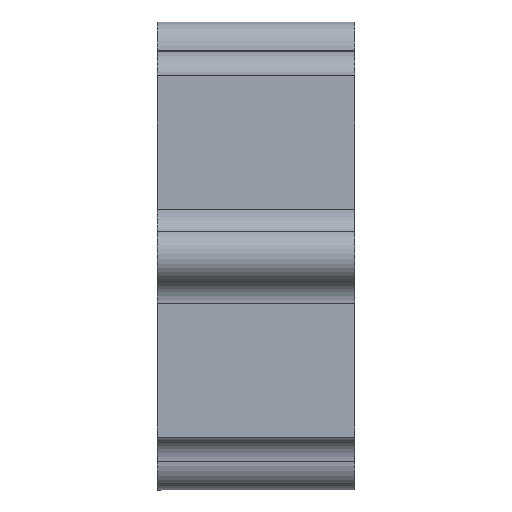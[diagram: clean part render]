
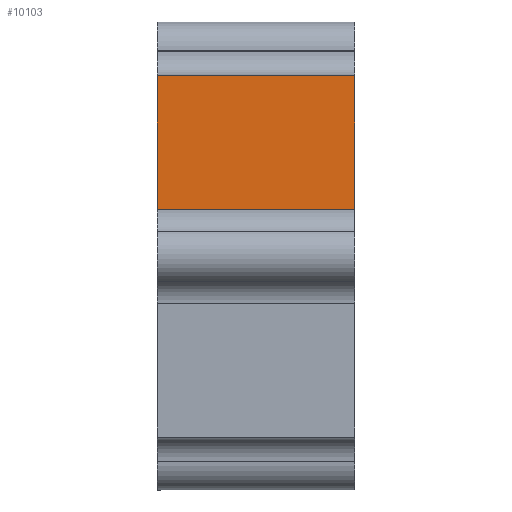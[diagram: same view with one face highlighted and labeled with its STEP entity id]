
A CAD part, left-side view. The second image highlights one B-rep face of the part: STEP entity #10103.
In plain terms, the highlighted planar face has unit normal (-1, 0, 0).
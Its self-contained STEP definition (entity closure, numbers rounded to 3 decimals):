
#52=PLANE('',#10705);
#570=FACE_OUTER_BOUND('',#1115,.T.);
#1115=EDGE_LOOP('',(#8859,#8860,#8861,#8862));
#2623=LINE('',#29595,#3199);
#2687=LINE('',#42125,#3263);
#2688=LINE('',#42128,#3264);
#2697=LINE('',#42154,#3273);
#3199=VECTOR('',#12149,10.);
#3263=VECTOR('',#12341,10.);
#3264=VECTOR('',#12344,10.);
#3273=VECTOR('',#12365,10.);
#4264=VERTEX_POINT('',#29592);
#4265=VERTEX_POINT('',#29594);
#4335=VERTEX_POINT('',#42123);
#4336=VERTEX_POINT('',#42127);
#5726=EDGE_CURVE('',#4265,#4264,#2623,.T.);
#5870=EDGE_CURVE('',#4265,#4335,#2687,.T.);
#5871=EDGE_CURVE('',#4336,#4335,#2688,.T.);
#5884=EDGE_CURVE('',#4264,#4336,#2697,.T.);
#8859=ORIENTED_EDGE('',*,*,#5870,.F.);
#8860=ORIENTED_EDGE('',*,*,#5726,.T.);
#8861=ORIENTED_EDGE('',*,*,#5884,.T.);
#8862=ORIENTED_EDGE('',*,*,#5871,.T.);
#10103=ADVANCED_FACE('',(#570),#52,.T.);
#10705=AXIS2_PLACEMENT_3D('',#42153,#12363,#12364);
#12149=DIRECTION('',(0.,0.,1.));
#12341=DIRECTION('',(0.,1.,0.));
#12344=DIRECTION('',(0.,0.,-1.));
#12363=DIRECTION('center_axis',(-1.,0.,0.));
#12364=DIRECTION('ref_axis',(0.,0.,1.));
#12365=DIRECTION('',(0.,1.,0.));
#29592=CARTESIAN_POINT('',(-181.648,307.7,18.));
#29594=CARTESIAN_POINT('',(-181.648,307.7,1.594));
#29595=CARTESIAN_POINT('',(-181.648,307.7,-26.344));
#42123=CARTESIAN_POINT('',(-181.648,331.924,1.594));
#42125=CARTESIAN_POINT('',(-181.648,331.924,1.594));
#42127=CARTESIAN_POINT('',(-181.648,331.924,18.));
#42128=CARTESIAN_POINT('',(-181.648,331.924,12.189));
#42153=CARTESIAN_POINT('Origin',(-181.648,316.695,-26.344));
#42154=CARTESIAN_POINT('',(-181.648,318.253,18.));
